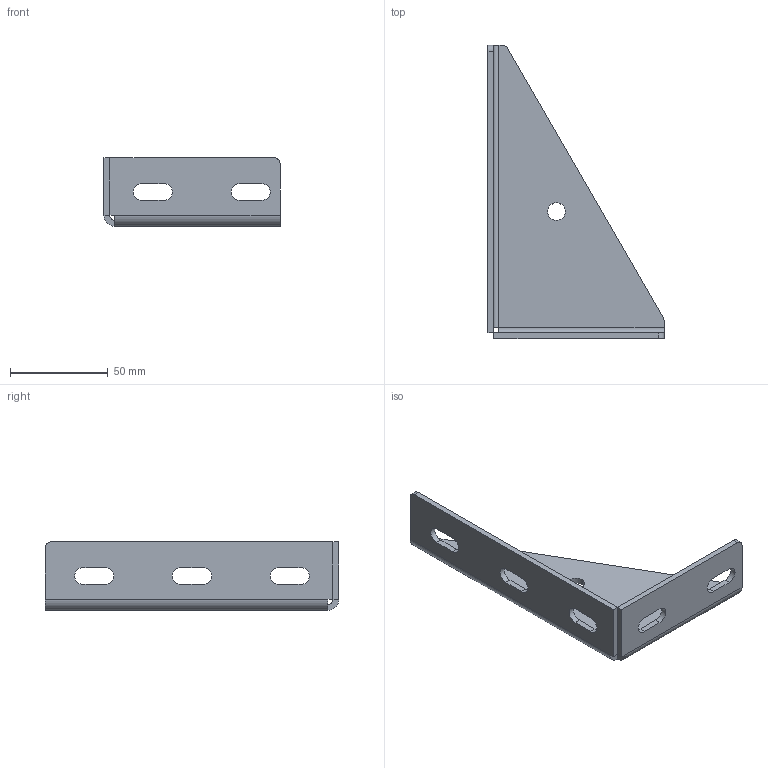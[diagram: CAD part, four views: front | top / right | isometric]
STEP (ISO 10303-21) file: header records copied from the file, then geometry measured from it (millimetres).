
FILE_DESCRIPTION(('Creo Elements/Direct Modeling STEP Export'),'2;1');
FILE_NAME('44.0190.2_Eckwinkel-MMS-44_150x90-rechts-chem-vernickelt.stp','2022-03-21T 8:58:07',(''),(''),'PTC Creo Elements/Direct Modeling STEP processor for AP214 (Solid Model)','PTC Creo Elements/Direct Modeling 19.0C 15-Aug-2015 (C) Parametric Technology GmbH','');
FILE_SCHEMA(('AUTOMOTIVE_DESIGN { 1 0 10303 214 1 1 1 1 }'));
Length unit declared in the file: millimetre
Products named in the file (2): Eckwinkel-MMS-44_150x90-rechts-chem-vernickelt_44.0190.2_PX173472
Assembly tree (1 placements, depth 2):
  Eckwinkel-MMS-44_150x90-rechts-chem-vernickelt_44.0190.2_PX173472
    Eckwinkel-MMS-44_150x90-rechts-chem-vernickelt_44.0190.2_PX173472
Bounding box: 90 x 150 x 35 mm (x, y, z)
Volume: 42127.4 mm3; surface area: 30561.9 mm2
Topology: 1 solids, 1 shells, 47 faces, 127 edges, 82 vertices
Faces by surface type: plane 27, cylinder 20
Entity records: 1536 total; most frequent: DIRECTION 261, CARTESIAN_POINT 256, ORIENTED_EDGE 254, EDGE_CURVE 127, AXIS2_PLACEMENT_3D 87, VECTOR 87, LINE 87, VERTEX_POINT 82
